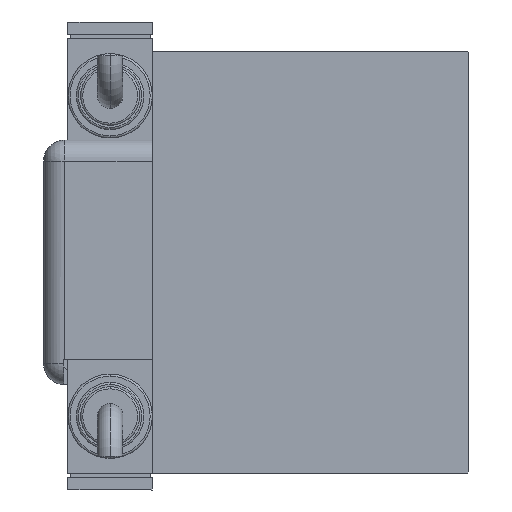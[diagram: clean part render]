
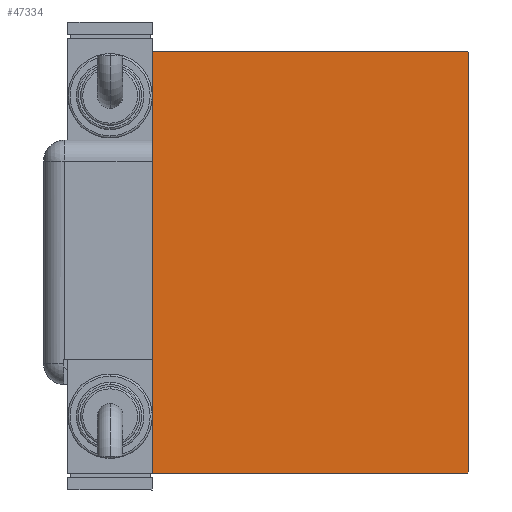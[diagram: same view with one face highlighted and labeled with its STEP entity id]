
A CAD part, left-side view. The second image highlights one B-rep face of the part: STEP entity #47334.
In plain terms, the highlighted face is planar.
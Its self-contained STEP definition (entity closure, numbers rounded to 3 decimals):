
#200 = ORIENTED_EDGE ( 'NONE', *, *, #39855, .T. ) ;
#466 = VERTEX_POINT ( 'NONE', #46193 ) ;
#753 = AXIS2_PLACEMENT_3D ( 'NONE', #778, #14427, #50897 ) ;
#778 = CARTESIAN_POINT ( 'NONE',  ( 153., 0., 0. ) ) ;
#1244 = VERTEX_POINT ( 'NONE', #10393 ) ;
#1438 = VERTEX_POINT ( 'NONE', #3232 ) ;
#1711 = ORIENTED_EDGE ( 'NONE', *, *, #29152, .T. ) ;
#2943 = ORIENTED_EDGE ( 'NONE', *, *, #34253, .T. ) ;
#3232 = CARTESIAN_POINT ( 'NONE',  ( 153., -37.2, -50. ) ) ;
#3717 = LINE ( 'NONE', #39932, #9191 ) ;
#3776 = LINE ( 'NONE', #34959, #53474 ) ;
#4287 = VERTEX_POINT ( 'NONE', #9573 ) ;
#4966 = LINE ( 'NONE', #45301, #21906 ) ;
#7273 = ORIENTED_EDGE ( 'NONE', *, *, #50654, .T. ) ;
#7428 = EDGE_LOOP ( 'NONE', ( #42361, #2943, #200, #7273, #43479, #35989, #1711, #35799 ) ) ;
#9191 = VECTOR ( 'NONE', #20932, 1000. ) ;
#9573 = CARTESIAN_POINT ( 'NONE',  ( 153., -37.5, 49.7 ) ) ;
#10047 = EDGE_CURVE ( 'NONE', #466, #37119, #4966, .T. ) ;
#10393 = CARTESIAN_POINT ( 'NONE',  ( 153., -37.5, -49.7 ) ) ;
#13864 = VECTOR ( 'NONE', #38440, 1000. ) ;
#14427 = DIRECTION ( 'NONE',  ( 1., 0., 0. ) ) ;
#15336 = LINE ( 'NONE', #33446, #40925 ) ;
#15634 = DIRECTION ( 'NONE',  ( 0., -0.707, 0.707 ) ) ;
#16694 = LINE ( 'NONE', #38961, #57020 ) ;
#18311 = CARTESIAN_POINT ( 'NONE',  ( 153., -43.6, -43.6 ) ) ;
#18880 = PLANE ( 'NONE',  #753 ) ;
#20609 = CARTESIAN_POINT ( 'NONE',  ( 153., 37.5, -50. ) ) ;
#20932 = DIRECTION ( 'NONE',  ( 0., -0.707, -0.707 ) ) ;
#21690 = CARTESIAN_POINT ( 'NONE',  ( 153., -37.5, -50. ) ) ;
#21906 = VECTOR ( 'NONE', #50640, 1000. ) ;
#28112 = VERTEX_POINT ( 'NONE', #41363 ) ;
#29152 = EDGE_CURVE ( 'NONE', #4287, #1244, #16694, .T. ) ;
#29491 = DIRECTION ( 'NONE',  ( 0., 0., -1. ) ) ;
#30134 = LINE ( 'NONE', #20609, #13864 ) ;
#33442 = VERTEX_POINT ( 'NONE', #36712 ) ;
#33446 = CARTESIAN_POINT ( 'NONE',  ( 153., 43.6, 43.6 ) ) ;
#34253 = EDGE_CURVE ( 'NONE', #33442, #40564, #3776, .T. ) ;
#34959 = CARTESIAN_POINT ( 'NONE',  ( 153., 43.6, -43.6 ) ) ;
#35342 = LINE ( 'NONE', #21690, #37705 ) ;
#35799 = ORIENTED_EDGE ( 'NONE', *, *, #43718, .T. ) ;
#35989 = ORIENTED_EDGE ( 'NONE', *, *, #45271, .T. ) ;
#36409 = FACE_OUTER_BOUND ( 'NONE', #7428, .T. ) ;
#36712 = CARTESIAN_POINT ( 'NONE',  ( 153., 37.2, -50. ) ) ;
#37119 = VERTEX_POINT ( 'NONE', #54957 ) ;
#37705 = VECTOR ( 'NONE', #39791, 1000. ) ;
#38440 = DIRECTION ( 'NONE',  ( 0., 0., 1. ) ) ;
#38961 = CARTESIAN_POINT ( 'NONE',  ( 153., -37.5, 50. ) ) ;
#39435 = VECTOR ( 'NONE', #50323, 1000. ) ;
#39791 = DIRECTION ( 'NONE',  ( 0., 1., 0. ) ) ;
#39855 = EDGE_CURVE ( 'NONE', #40564, #28112, #30134, .T. ) ;
#39932 = CARTESIAN_POINT ( 'NONE',  ( 153., -43.6, 43.6 ) ) ;
#40197 = CARTESIAN_POINT ( 'NONE',  ( 153., 37.5, -49.7 ) ) ;
#40564 = VERTEX_POINT ( 'NONE', #40197 ) ;
#40925 = VECTOR ( 'NONE', #15634, 1000. ) ;
#41363 = CARTESIAN_POINT ( 'NONE',  ( 153., 37.5, 49.7 ) ) ;
#42361 = ORIENTED_EDGE ( 'NONE', *, *, #45986, .T. ) ;
#43479 = ORIENTED_EDGE ( 'NONE', *, *, #10047, .T. ) ;
#43718 = EDGE_CURVE ( 'NONE', #1244, #1438, #49444, .T. ) ;
#44130 = DIRECTION ( 'NONE',  ( 0., 0.707, 0.707 ) ) ;
#45271 = EDGE_CURVE ( 'NONE', #37119, #4287, #3717, .T. ) ;
#45301 = CARTESIAN_POINT ( 'NONE',  ( 153., 37.5, 50. ) ) ;
#45986 = EDGE_CURVE ( 'NONE', #1438, #33442, #35342, .T. ) ;
#46193 = CARTESIAN_POINT ( 'NONE',  ( 153., 37.2, 50. ) ) ;
#47334 = ADVANCED_FACE ( 'NONE', ( #36409 ), #18880, .T. ) ;
#49444 = LINE ( 'NONE', #18311, #39435 ) ;
#50323 = DIRECTION ( 'NONE',  ( 0., 0.707, -0.707 ) ) ;
#50640 = DIRECTION ( 'NONE',  ( 0., -1., 0. ) ) ;
#50654 = EDGE_CURVE ( 'NONE', #28112, #466, #15336, .T. ) ;
#50897 = DIRECTION ( 'NONE',  ( 0., 0., -1. ) ) ;
#53474 = VECTOR ( 'NONE', #44130, 1000. ) ;
#54957 = CARTESIAN_POINT ( 'NONE',  ( 153., -37.2, 50. ) ) ;
#57020 = VECTOR ( 'NONE', #29491, 1000. ) ;
